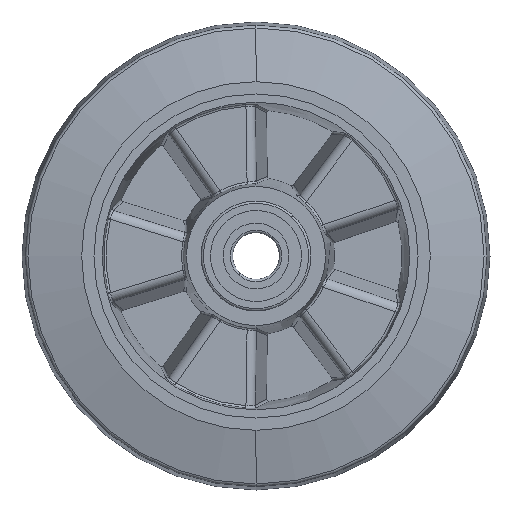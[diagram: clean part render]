
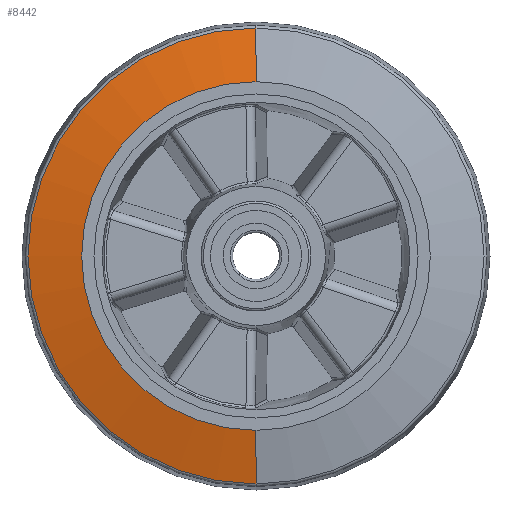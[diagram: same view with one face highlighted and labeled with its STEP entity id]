
A CAD part, left-side view. The second image highlights one B-rep face of the part: STEP entity #8442.
In plain terms, the highlighted conical face has half-angle 77.093 degrees and reference radius 98.5 mm.
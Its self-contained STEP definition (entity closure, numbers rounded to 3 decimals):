
#68 = EDGE_CURVE ( 'NONE', #11245, #9676, #4327, .T. ) ;
#178 = EDGE_LOOP ( 'NONE', ( #6127, #3028, #3260, #1191 ) ) ;
#391 = CARTESIAN_POINT ( 'NONE',  ( 13.5, 0., -98.5 ) ) ;
#416 = CONICAL_SURFACE ( 'NONE', #12426, 98.5, 1.346 ) ;
#728 = EDGE_CURVE ( 'NONE', #11373, #3834, #10618, .T. ) ;
#729 = VECTOR ( 'NONE', #1507, 1000. ) ;
#1191 = ORIENTED_EDGE ( 'NONE', *, *, #1497, .F. ) ;
#1232 = DIRECTION ( 'NONE',  ( 0., 0., 1. ) ) ;
#1315 = DIRECTION ( 'NONE',  ( -1., 0., 0. ) ) ;
#1445 = CARTESIAN_POINT ( 'NONE',  ( 13.257, 0., 97.44 ) ) ;
#1497 = EDGE_CURVE ( 'NONE', #9676, #3834, #9848, .T. ) ;
#1507 = DIRECTION ( 'NONE',  ( 0.223, 0., -0.975 ) ) ;
#1687 = CARTESIAN_POINT ( 'NONE',  ( 8., 0., 74.5 ) ) ;
#1775 = VECTOR ( 'NONE', #5044, 1000. ) ;
#3028 = ORIENTED_EDGE ( 'NONE', *, *, #7576, .T. ) ;
#3260 = ORIENTED_EDGE ( 'NONE', *, *, #728, .T. ) ;
#3480 = CARTESIAN_POINT ( 'NONE',  ( 13.257, 0., -97.44 ) ) ;
#3834 = VERTEX_POINT ( 'NONE', #3480 ) ;
#4272 = DIRECTION ( 'NONE',  ( 1., 0., 0. ) ) ;
#4327 = CIRCLE ( 'NONE', #6160, 74.5 ) ;
#5044 = DIRECTION ( 'NONE',  ( 0.223, 0., 0.975 ) ) ;
#5098 = CARTESIAN_POINT ( 'NONE',  ( 13.5, 0., 98.5 ) ) ;
#5172 = CARTESIAN_POINT ( 'NONE',  ( 8., 0., 0. ) ) ;
#6127 = ORIENTED_EDGE ( 'NONE', *, *, #68, .F. ) ;
#6160 = AXIS2_PLACEMENT_3D ( 'NONE', #5172, #1315, #9308 ) ;
#6507 = DIRECTION ( 'NONE',  ( -1., 0., 0. ) ) ;
#6509 = AXIS2_PLACEMENT_3D ( 'NONE', #11376, #6507, #1232 ) ;
#6517 = CARTESIAN_POINT ( 'NONE',  ( 8., 0., -74.5 ) ) ;
#7506 = DIRECTION ( 'NONE',  ( 0., 0., -1. ) ) ;
#7576 = EDGE_CURVE ( 'NONE', #11245, #11373, #10192, .T. ) ;
#8442 = ADVANCED_FACE ( 'NONE', ( #10242 ), #416, .T. ) ;
#9308 = DIRECTION ( 'NONE',  ( 0., 0., 1. ) ) ;
#9676 = VERTEX_POINT ( 'NONE', #6517 ) ;
#9848 = LINE ( 'NONE', #391, #729 ) ;
#10192 = LINE ( 'NONE', #5098, #1775 ) ;
#10242 = FACE_OUTER_BOUND ( 'NONE', #178, .T. ) ;
#10310 = CARTESIAN_POINT ( 'NONE',  ( 13.5, 0., 0. ) ) ;
#10618 = CIRCLE ( 'NONE', #6509, 97.44 ) ;
#11245 = VERTEX_POINT ( 'NONE', #1687 ) ;
#11373 = VERTEX_POINT ( 'NONE', #1445 ) ;
#11376 = CARTESIAN_POINT ( 'NONE',  ( 13.257, 0., 0. ) ) ;
#12426 = AXIS2_PLACEMENT_3D ( 'NONE', #10310, #4272, #7506 ) ;
